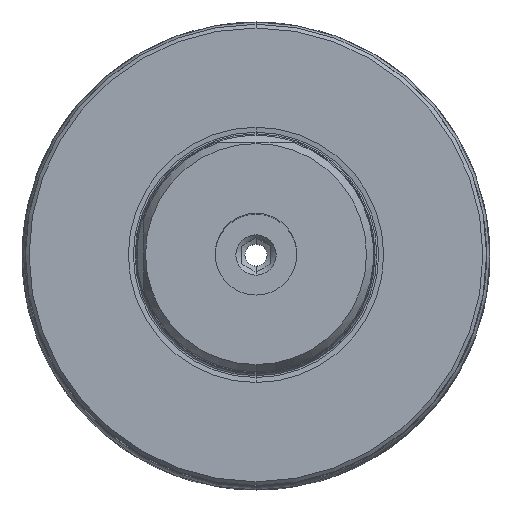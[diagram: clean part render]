
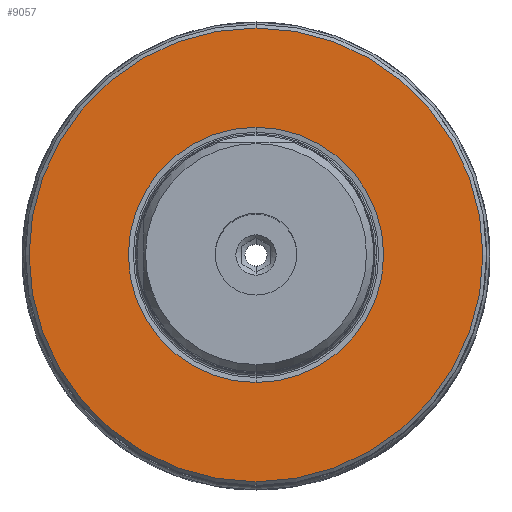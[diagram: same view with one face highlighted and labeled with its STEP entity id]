
A CAD part, top view. The second image highlights one B-rep face of the part: STEP entity #9057.
In plain terms, the highlighted planar face has unit normal (0, 0, 1).
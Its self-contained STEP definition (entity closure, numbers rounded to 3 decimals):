
#2764=CARTESIAN_POINT('',(0,0,-61));
#2765=DIRECTION('',(0,0,1));
#2766=DIRECTION('',(0,1,0));
#2767=AXIS2_PLACEMENT_3D('',#2764,#2765,#2766);
#2769=CARTESIAN_POINT('',(0,0,-61));
#2770=DIRECTION('',(0,0,-1));
#2771=DIRECTION('',(0,1,0));
#2772=AXIS2_PLACEMENT_3D('',#2769,#2770,#2771);
#2774=CARTESIAN_POINT('',(0,0,-61));
#2775=DIRECTION('',(0,0,1));
#2776=DIRECTION('',(0,1,0));
#2777=AXIS2_PLACEMENT_3D('',#2774,#2775,#2776);
#2779=CARTESIAN_POINT('',(0,0,-61));
#2780=DIRECTION('',(0,0,1));
#2781=DIRECTION('',(0,-1,0));
#2782=AXIS2_PLACEMENT_3D('',#2779,#2780,#2781);
#3931=CARTESIAN_POINT('',(0,17.153,-61));
#3933=VERTEX_POINT('',#3931);
#3947=CARTESIAN_POINT('',(0,-17.153,-61));
#3949=VERTEX_POINT('',#3947);
#3987=CARTESIAN_POINT('',(0,30.5,-61));
#3988=CARTESIAN_POINT('',(0,-30.5,-61));
#3989=VERTEX_POINT('',#3987);
#3990=VERTEX_POINT('',#3988);
#9042=CARTESIAN_POINT('',(0,0,-61));
#9043=DIRECTION('',(0,0,-1));
#9044=DIRECTION('',(0,-1,0));
#9045=AXIS2_PLACEMENT_3D('',#9042,#9043,#9044);
#9046=PLANE('',#9045);
#9048=ORIENTED_EDGE('',*,*,#9047,.F.);
#9050=ORIENTED_EDGE('',*,*,#9049,.F.);
#9051=EDGE_LOOP('',(#9048,#9050));
#9052=FACE_OUTER_BOUND('',#9051,.F.);
#9053=ORIENTED_EDGE('',*,*,#9024,.T.);
#9054=ORIENTED_EDGE('',*,*,#9035,.F.);
#9055=EDGE_LOOP('',(#9053,#9054));
#9056=FACE_BOUND('',#9055,.F.);
#9057=ADVANCED_FACE('',(#9052,#9056),#9046,.F.);
#2768=CIRCLE('',#2767,17.153);
#2773=CIRCLE('',#2772,17.153);
#2778=CIRCLE('',#2777,30.5);
#2783=CIRCLE('',#2782,30.5);
#9024=EDGE_CURVE('',#3933,#3949,#2768,.T.);
#9035=EDGE_CURVE('',#3933,#3949,#2773,.T.);
#9047=EDGE_CURVE('',#3989,#3990,#2778,.T.);
#9049=EDGE_CURVE('',#3990,#3989,#2783,.T.);
